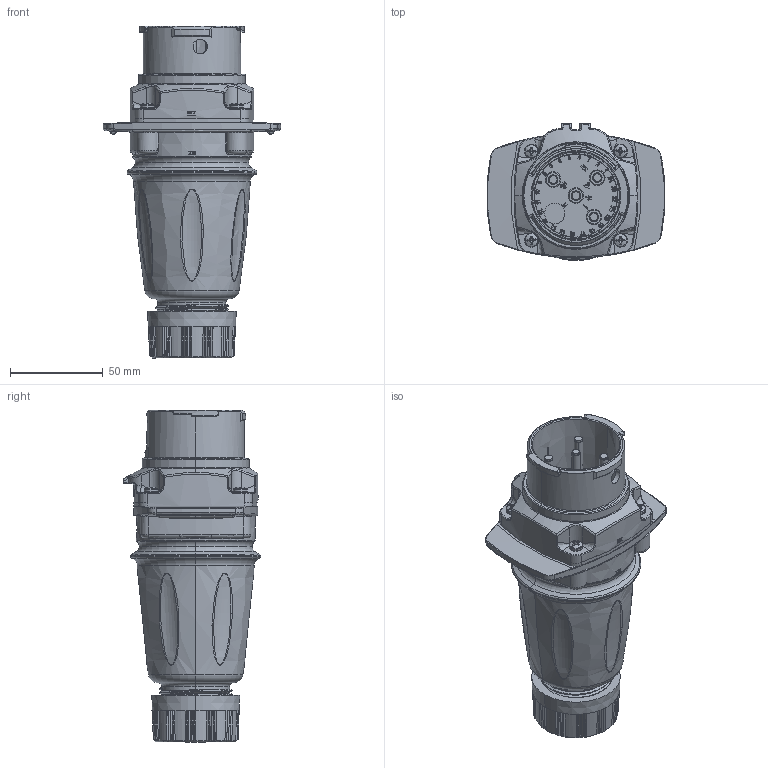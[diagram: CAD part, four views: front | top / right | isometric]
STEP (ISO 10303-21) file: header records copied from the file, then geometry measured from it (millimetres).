
FILE_DESCRIPTION (( 'STEP AP214' ), '1' );
FILE_NAME ('ORC6799-30PD043.STEP', '2025-09-15T12:43:20', ( '' ), ( '' ), 'SwSTEP 2.0', 'SolidWorks 2024', '' );
FILE_SCHEMA (( 'AUTOMOTIVE_DESIGN' ));
Products named in the file (1): ORC6799-30PD043
Bounding box: 95.93 x 74 x 179 mm (x, y, z)
Volume: 416730.1 mm3; surface area: 57374.6 mm2
Topology: 5 solids, 11 shells, 1732 faces, 4404 edges, 2779 vertices
Faces by surface type: plane 603, bspline 463, cylinder 279, cone 212, torus 159, sphere 16
Entity records: 236101 total; most frequent: CARTESIAN_POINT 199255, ORIENTED_EDGE 8748, DIRECTION 5954, EDGE_CURVE 4374, VERTEX_POINT 2779, AXIS2_PLACEMENT_3D 2365, B_SPLINE_CURVE_WITH_KNOTS 2013, EDGE_LOOP 1857
